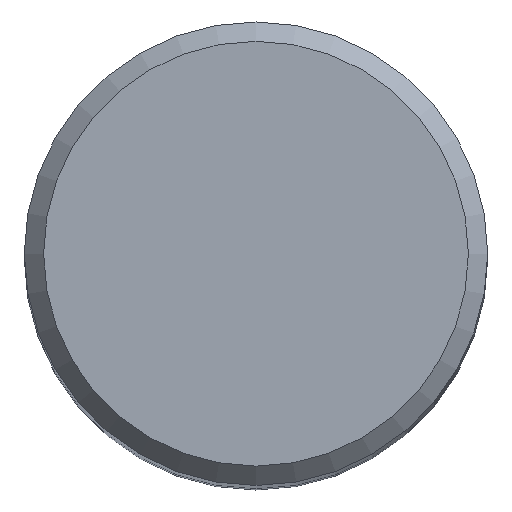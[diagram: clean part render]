
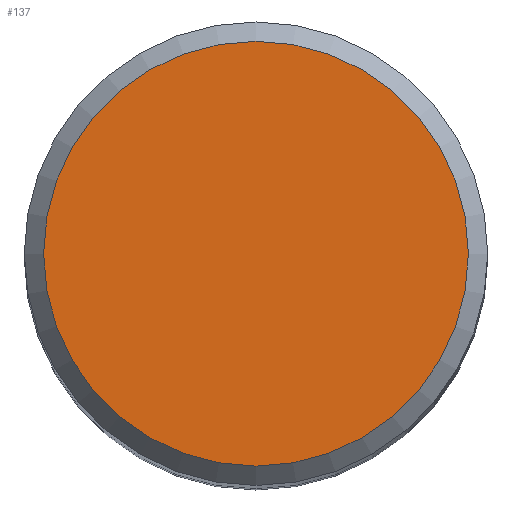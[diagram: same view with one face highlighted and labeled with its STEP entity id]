
A CAD part, top view. The second image highlights one B-rep face of the part: STEP entity #137.
In plain terms, the highlighted planar face has unit normal (0, 0, 1).
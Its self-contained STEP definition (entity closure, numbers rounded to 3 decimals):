
#100=PLANE('',#386);
#115=FACE_OUTER_BOUND('',#181,.T.);
#137=ADVANCED_FACE('',(#115),#100,.F.);
#181=EDGE_LOOP('',(#249));
#249=ORIENTED_EDGE('',*,*,#311,.T.);
#277=VERTEX_POINT('',#594);
#311=EDGE_CURVE('',#277,#277,#325,.T.);
#325=CIRCLE('',#385,5.49);
#385=AXIS2_PLACEMENT_3D('',#593,#475,#476);
#386=AXIS2_PLACEMENT_3D('',#595,#477,#478);
#475=DIRECTION('',(0.,0.,1.));
#476=DIRECTION('',(-1.,0.,0.));
#477=DIRECTION('',(0.,0.,-1.));
#478=DIRECTION('',(1.,0.,0.));
#593=CARTESIAN_POINT('',(0.,0.,45.));
#594=CARTESIAN_POINT('',(-5.49,0.,45.));
#595=CARTESIAN_POINT('',(-5.49,0.,45.));
